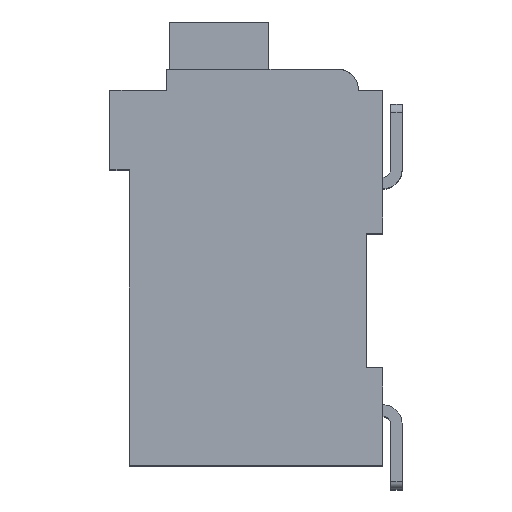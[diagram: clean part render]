
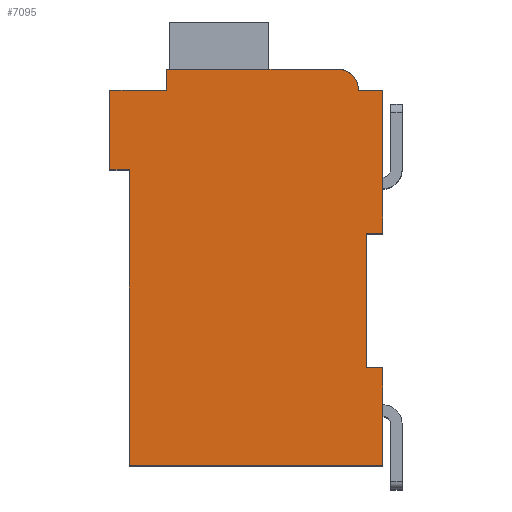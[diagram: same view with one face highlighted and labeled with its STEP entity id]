
A CAD part, top view. The second image highlights one B-rep face of the part: STEP entity #7095.
In plain terms, the highlighted planar face has unit normal (0, 0, 1).
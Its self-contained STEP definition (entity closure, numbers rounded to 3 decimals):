
#834=DIRECTION('',(1.,0.,0.));
#835=VECTOR('',#834,0.5);
#836=CARTESIAN_POINT('',(7.3,7.15,2.1));
#837=LINE('',#836,#835);
#838=DIRECTION('',(0.,1.,0.));
#839=VECTOR('',#838,4.15);
#840=CARTESIAN_POINT('',(7.3,3.,2.1));
#841=LINE('',#840,#839);
#842=DIRECTION('',(-1.,0.,0.));
#843=VECTOR('',#842,0.5);
#844=CARTESIAN_POINT('',(7.8,3.,2.1));
#845=LINE('',#844,#843);
#846=DIRECTION('',(0.,1.,0.));
#847=VECTOR('',#846,3.);
#848=CARTESIAN_POINT('',(7.8,0.,2.1));
#849=LINE('',#848,#847);
#850=DIRECTION('',(1.,0.,0.));
#851=VECTOR('',#850,7.8);
#852=CARTESIAN_POINT('',(0.,0.,2.1));
#853=LINE('',#852,#851);
#854=DIRECTION('',(0.,-1.,0.));
#855=VECTOR('',#854,9.1);
#856=CARTESIAN_POINT('',(0.,9.1,2.1));
#857=LINE('',#856,#855);
#858=DIRECTION('',(1.,0.,0.));
#859=VECTOR('',#858,0.6);
#860=CARTESIAN_POINT('',(-0.6,9.1,2.1));
#861=LINE('',#860,#859);
#862=DIRECTION('',(0.,-1.,0.));
#863=VECTOR('',#862,2.45);
#864=CARTESIAN_POINT('',(-0.6,11.55,2.1));
#865=LINE('',#864,#863);
#866=DIRECTION('',(-1.,0.,0.));
#867=VECTOR('',#866,1.75);
#868=CARTESIAN_POINT('',(1.15,11.55,2.1));
#869=LINE('',#868,#867);
#870=DIRECTION('',(0.,-1.,0.));
#871=VECTOR('',#870,0.65);
#872=CARTESIAN_POINT('',(1.15,12.2,2.1));
#873=LINE('',#872,#871);
#874=DIRECTION('',(-1.,0.,0.));
#875=VECTOR('',#874,5.25);
#876=CARTESIAN_POINT('',(6.4,12.2,2.1));
#877=LINE('',#876,#875);
#878=CARTESIAN_POINT('',(6.4,11.55,2.1));
#879=DIRECTION('',(0.,0.,1.));
#880=DIRECTION('',(1.,0.,0.));
#881=AXIS2_PLACEMENT_3D('',#878,#879,#880);
#883=DIRECTION('',(-1.,0.,0.));
#884=VECTOR('',#883,0.75);
#885=CARTESIAN_POINT('',(7.8,11.55,2.1));
#886=LINE('',#885,#884);
#887=DIRECTION('',(0.,1.,0.));
#888=VECTOR('',#887,4.4);
#889=CARTESIAN_POINT('',(7.8,7.15,2.1));
#890=LINE('',#889,#888);
#4861=CARTESIAN_POINT('',(7.3,7.15,2.1));
#4862=CARTESIAN_POINT('',(7.8,7.15,2.1));
#4863=VERTEX_POINT('',#4861);
#4864=VERTEX_POINT('',#4862);
#4865=CARTESIAN_POINT('',(7.8,11.55,2.1));
#4866=VERTEX_POINT('',#4865);
#4867=CARTESIAN_POINT('',(7.05,11.55,2.1));
#4868=VERTEX_POINT('',#4867);
#4869=CARTESIAN_POINT('',(6.4,12.2,2.1));
#4870=VERTEX_POINT('',#4869);
#4871=CARTESIAN_POINT('',(1.15,12.2,2.1));
#4872=VERTEX_POINT('',#4871);
#4873=CARTESIAN_POINT('',(1.15,11.55,2.1));
#4874=VERTEX_POINT('',#4873);
#4875=CARTESIAN_POINT('',(-0.6,11.55,2.1));
#4876=VERTEX_POINT('',#4875);
#4877=CARTESIAN_POINT('',(-0.6,9.1,2.1));
#4878=VERTEX_POINT('',#4877);
#4879=CARTESIAN_POINT('',(0.,9.1,2.1));
#4880=VERTEX_POINT('',#4879);
#4881=CARTESIAN_POINT('',(0.,0.,2.1));
#4882=VERTEX_POINT('',#4881);
#4883=CARTESIAN_POINT('',(7.8,0.,2.1));
#4884=VERTEX_POINT('',#4883);
#4885=CARTESIAN_POINT('',(7.8,3.,2.1));
#4886=VERTEX_POINT('',#4885);
#4887=CARTESIAN_POINT('',(7.3,3.,2.1));
#4888=VERTEX_POINT('',#4887);
#7065=CARTESIAN_POINT('',(0.,0.,2.1));
#7066=DIRECTION('',(0.,0.,1.));
#7067=DIRECTION('',(1.,0.,0.));
#7068=AXIS2_PLACEMENT_3D('',#7065,#7066,#7067);
#7069=PLANE('',#7068);
#7070=ORIENTED_EDGE('',*,*,#6374,.F.);
#7071=ORIENTED_EDGE('',*,*,#6652,.F.);
#7073=ORIENTED_EDGE('',*,*,#7072,.F.);
#7075=ORIENTED_EDGE('',*,*,#7074,.F.);
#7076=ORIENTED_EDGE('',*,*,#6917,.F.);
#7077=ORIENTED_EDGE('',*,*,#6866,.F.);
#7079=ORIENTED_EDGE('',*,*,#7078,.F.);
#7081=ORIENTED_EDGE('',*,*,#7080,.F.);
#7083=ORIENTED_EDGE('',*,*,#7082,.F.);
#7085=ORIENTED_EDGE('',*,*,#7084,.F.);
#7087=ORIENTED_EDGE('',*,*,#7086,.F.);
#7089=ORIENTED_EDGE('',*,*,#7088,.F.);
#7091=ORIENTED_EDGE('',*,*,#7090,.F.);
#7092=ORIENTED_EDGE('',*,*,#6528,.F.);
#7093=EDGE_LOOP('',(#7070,#7071,#7073,#7075,#7076,#7077,#7079,#7081,#7083,#7085,
#7087,#7089,#7091,#7092));
#7094=FACE_OUTER_BOUND('',#7093,.F.);
#882=CIRCLE('',#881,0.65);
#6374=EDGE_CURVE('',#4863,#4864,#837,.T.);
#6528=EDGE_CURVE('',#4864,#4866,#890,.T.);
#6652=EDGE_CURVE('',#4888,#4863,#841,.T.);
#6866=EDGE_CURVE('',#4880,#4882,#857,.T.);
#6917=EDGE_CURVE('',#4882,#4884,#853,.T.);
#7072=EDGE_CURVE('',#4886,#4888,#845,.T.);
#7074=EDGE_CURVE('',#4884,#4886,#849,.T.);
#7078=EDGE_CURVE('',#4878,#4880,#861,.T.);
#7080=EDGE_CURVE('',#4876,#4878,#865,.T.);
#7082=EDGE_CURVE('',#4874,#4876,#869,.T.);
#7084=EDGE_CURVE('',#4872,#4874,#873,.T.);
#7086=EDGE_CURVE('',#4870,#4872,#877,.T.);
#7088=EDGE_CURVE('',#4868,#4870,#882,.T.);
#7090=EDGE_CURVE('',#4866,#4868,#886,.T.);
#7095=ADVANCED_FACE('',(#7094),#7069,.T.);
